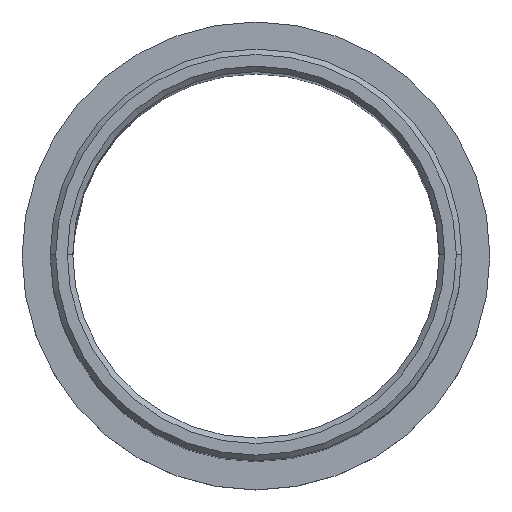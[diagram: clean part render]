
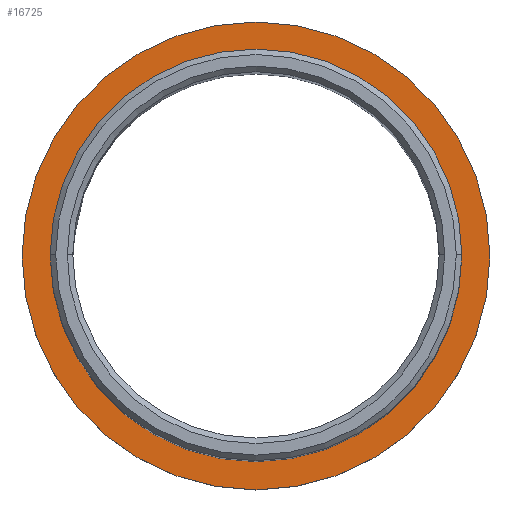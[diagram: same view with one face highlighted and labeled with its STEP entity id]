
A CAD part, top view. The second image highlights one B-rep face of the part: STEP entity #16725.
In plain terms, the highlighted planar face has unit normal (0, 0, 1).
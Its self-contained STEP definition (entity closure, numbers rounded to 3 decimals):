
#944 = CARTESIAN_POINT ( 'NONE',  ( 0., 0., 2.5 ) ) ;
#1055 = PLANE ( 'NONE',  #9846 ) ;
#1158 = CARTESIAN_POINT ( 'NONE',  ( 0., 0., 2.5 ) ) ;
#1464 = VERTEX_POINT ( 'NONE', #15431 ) ;
#1781 = DIRECTION ( 'NONE',  ( 1., 0., 0. ) ) ;
#2312 = VERTEX_POINT ( 'NONE', #16668 ) ;
#4221 = ORIENTED_EDGE ( 'NONE', *, *, #22673, .F. ) ;
#5021 = DIRECTION ( 'NONE',  ( 1., 0., 0. ) ) ;
#5334 = EDGE_LOOP ( 'NONE', ( #19891, #4221 ) ) ;
#5932 = FACE_OUTER_BOUND ( 'NONE', #23500, .T. ) ;
#6201 = CIRCLE ( 'NONE', #17745, 21.2 ) ;
#6253 = CARTESIAN_POINT ( 'NONE',  ( 18.45, 0., 2.5 ) ) ;
#6457 = AXIS2_PLACEMENT_3D ( 'NONE', #23758, #20004, #1781 ) ;
#6866 = EDGE_CURVE ( 'NONE', #2312, #8811, #22500, .T. ) ;
#8494 = DIRECTION ( 'NONE',  ( 0., 0., 1. ) ) ;
#8811 = VERTEX_POINT ( 'NONE', #6253 ) ;
#8890 = DIRECTION ( 'NONE',  ( 1., 0., 0. ) ) ;
#9456 = DIRECTION ( 'NONE',  ( 1., 0., 0. ) ) ;
#9846 = AXIS2_PLACEMENT_3D ( 'NONE', #10294, #8494, #23285 ) ;
#10092 = EDGE_CURVE ( 'NONE', #1464, #19362, #6201, .T. ) ;
#10294 = CARTESIAN_POINT ( 'NONE',  ( 0., 0., 2.5 ) ) ;
#10341 = DIRECTION ( 'NONE',  ( 0., 0., 1. ) ) ;
#12236 = ORIENTED_EDGE ( 'NONE', *, *, #10092, .T. ) ;
#12238 = FACE_BOUND ( 'NONE', #5334, .T. ) ;
#12286 = EDGE_CURVE ( 'NONE', #19362, #1464, #22807, .T. ) ;
#13985 = DIRECTION ( 'NONE',  ( 0., 0., 1. ) ) ;
#15431 = CARTESIAN_POINT ( 'NONE',  ( 21.2, 0., 2.5 ) ) ;
#15437 = AXIS2_PLACEMENT_3D ( 'NONE', #18373, #22286, #9456 ) ;
#16590 = CARTESIAN_POINT ( 'NONE',  ( -21.2, 0., 2.5 ) ) ;
#16668 = CARTESIAN_POINT ( 'NONE',  ( -18.45, 0., 2.5 ) ) ;
#16725 = ADVANCED_FACE ( 'NONE', ( #12238, #5932 ), #1055, .T. ) ;
#17745 = AXIS2_PLACEMENT_3D ( 'NONE', #944, #10341, #8890 ) ;
#18373 = CARTESIAN_POINT ( 'NONE',  ( 0., 0., 2.5 ) ) ;
#19362 = VERTEX_POINT ( 'NONE', #16590 ) ;
#19562 = ORIENTED_EDGE ( 'NONE', *, *, #12286, .T. ) ;
#19891 = ORIENTED_EDGE ( 'NONE', *, *, #6866, .F. ) ;
#20004 = DIRECTION ( 'NONE',  ( 0., 0., 1. ) ) ;
#21594 = CIRCLE ( 'NONE', #15437, 18.45 ) ;
#22056 = AXIS2_PLACEMENT_3D ( 'NONE', #1158, #13985, #5021 ) ;
#22286 = DIRECTION ( 'NONE',  ( 0., 0., 1. ) ) ;
#22500 = CIRCLE ( 'NONE', #6457, 18.45 ) ;
#22673 = EDGE_CURVE ( 'NONE', #8811, #2312, #21594, .T. ) ;
#22807 = CIRCLE ( 'NONE', #22056, 21.2 ) ;
#23285 = DIRECTION ( 'NONE',  ( 1., 0., 0. ) ) ;
#23500 = EDGE_LOOP ( 'NONE', ( #19562, #12236 ) ) ;
#23758 = CARTESIAN_POINT ( 'NONE',  ( 0., 0., 2.5 ) ) ;
